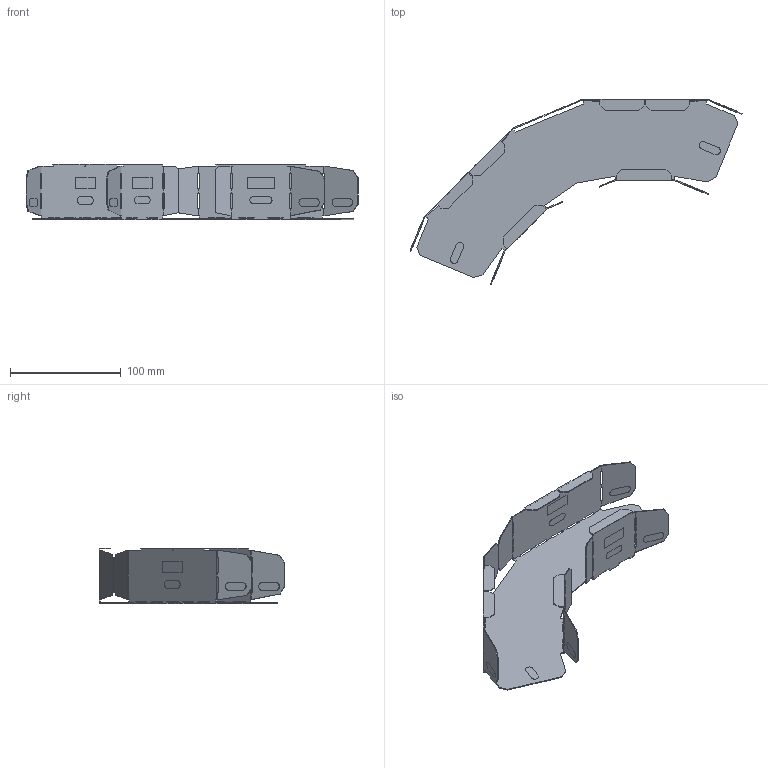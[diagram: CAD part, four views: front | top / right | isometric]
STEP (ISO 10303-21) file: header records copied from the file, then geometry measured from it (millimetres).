
FILE_DESCRIPTION(/* description */ (''),/* implementation_level */ '2;1');
FILE_NAME(/* name */ '485374.stp',/* time_stamp */ '2023-12-19T13:49:58+01:00',/* author */ ('bonnaudn'),/* organization */ (''),/* preprocessor_version */ 'ST-DEVELOPER v19.2',/* originating_system */ 'AutoCAD Mechanical',/* authorisation */ '');
FILE_SCHEMA (('AUTOMOTIVE_DESIGN { 1 0 10303 214 3 1 1 }'));
Length unit declared in the file: millimetre
Products named in the file (1): Product
Bounding box: 299.3 x 167.32 x 50.3 mm (x, y, z)
Volume: 38184.3 mm3; surface area: 102080 mm2
Topology: 1 solids, 29 shells, 287 faces, 1063 edges, 746 vertices
Faces by surface type: plane 287
Entity records: 11286 total; most frequent: CARTESIAN_POINT 2097, ORIENTED_EDGE 2014, DIRECTION 1679, EDGE_CURVE 1063, LINE 1023, VECTOR 1023, VERTEX_POINT 746, AXIS2_PLACEMENT_3D 328
